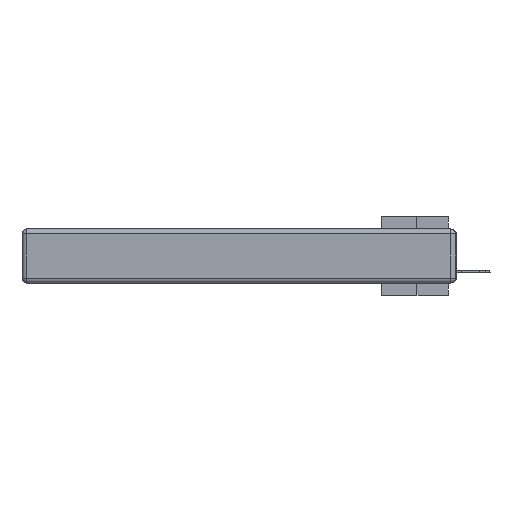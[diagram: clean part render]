
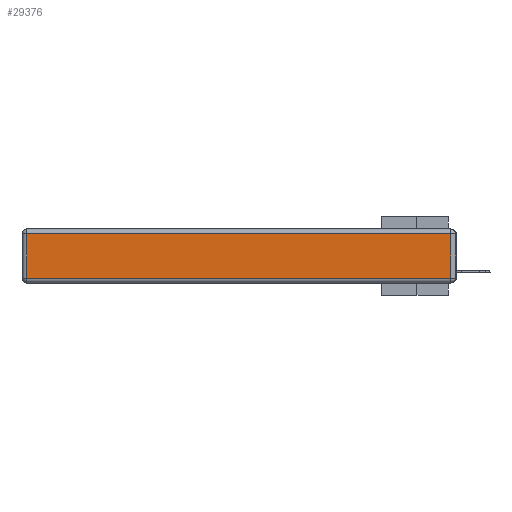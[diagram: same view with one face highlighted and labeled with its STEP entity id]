
A CAD part, left-side view. The second image highlights one B-rep face of the part: STEP entity #29376.
In plain terms, the highlighted planar face has unit normal (-1, 0, 0).
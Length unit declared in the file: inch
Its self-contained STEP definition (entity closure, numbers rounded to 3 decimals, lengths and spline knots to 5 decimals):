
#2245 = CARTESIAN_POINT ( 'NONE',  ( 0., 0.03, -0.343 ) ) ;
#3081 = CARTESIAN_POINT ( 'NONE',  ( 0., 2.75, -0.03 ) ) ;
#3469 = EDGE_CURVE ( 'NONE', #7532, #33395, #30630, .T. ) ;
#4176 = EDGE_CURVE ( 'NONE', #33395, #6856, #33641, .T. ) ;
#4999 = CARTESIAN_POINT ( 'NONE',  ( 0., 0., -0.313 ) ) ;
#5306 = VECTOR ( 'NONE', #14485, 39.37008 ) ;
#6856 = VERTEX_POINT ( 'NONE', #36984 ) ;
#7177 = EDGE_LOOP ( 'NONE', ( #16985, #15295, #18639, #39215 ) ) ;
#7532 = VERTEX_POINT ( 'NONE', #28631 ) ;
#8034 = DIRECTION ( 'NONE',  ( -1., 0., 0. ) ) ;
#10720 = CARTESIAN_POINT ( 'NONE',  ( 0., 0., -0.343 ) ) ;
#11301 = CARTESIAN_POINT ( 'NONE',  ( 0., 2.72, -0.313 ) ) ;
#14447 = PLANE ( 'NONE',  #28037 ) ;
#14485 = DIRECTION ( 'NONE',  ( 0., 0., 1. ) ) ;
#14697 = LINE ( 'NONE', #2245, #5306 ) ;
#15295 = ORIENTED_EDGE ( 'NONE', *, *, #24458, .T. ) ;
#15585 = CARTESIAN_POINT ( 'NONE',  ( 0., 0.03, -0.03 ) ) ;
#15952 = LINE ( 'NONE', #3081, #29265 ) ;
#16985 = ORIENTED_EDGE ( 'NONE', *, *, #4176, .T. ) ;
#17758 = DIRECTION ( 'NONE',  ( 0., 0., -1. ) ) ;
#18639 = ORIENTED_EDGE ( 'NONE', *, *, #40105, .T. ) ;
#24458 = EDGE_CURVE ( 'NONE', #6856, #38371, #14697, .T. ) ;
#25820 = VECTOR ( 'NONE', #33232, 39.37008 ) ;
#28037 = AXIS2_PLACEMENT_3D ( 'NONE', #10720, #8034, #30458 ) ;
#28631 = CARTESIAN_POINT ( 'NONE',  ( 0., 2.72, -0.03 ) ) ;
#29265 = VECTOR ( 'NONE', #34644, 39.37008 ) ;
#29376 = ADVANCED_FACE ( 'NONE', ( #39157 ), #14447, .T. ) ;
#30458 = DIRECTION ( 'NONE',  ( 0., 0., 1. ) ) ;
#30630 = LINE ( 'NONE', #33540, #31072 ) ;
#31072 = VECTOR ( 'NONE', #17758, 39.37008 ) ;
#33232 = DIRECTION ( 'NONE',  ( 0., -1., 0. ) ) ;
#33395 = VERTEX_POINT ( 'NONE', #11301 ) ;
#33540 = CARTESIAN_POINT ( 'NONE',  ( 0., 2.72, -0.343 ) ) ;
#33641 = LINE ( 'NONE', #4999, #25820 ) ;
#34644 = DIRECTION ( 'NONE',  ( 0., 1., 0. ) ) ;
#36984 = CARTESIAN_POINT ( 'NONE',  ( 0., 0.03, -0.313 ) ) ;
#38371 = VERTEX_POINT ( 'NONE', #15585 ) ;
#39157 = FACE_OUTER_BOUND ( 'NONE', #7177, .T. ) ;
#39215 = ORIENTED_EDGE ( 'NONE', *, *, #3469, .T. ) ;
#40105 = EDGE_CURVE ( 'NONE', #38371, #7532, #15952, .T. ) ;
